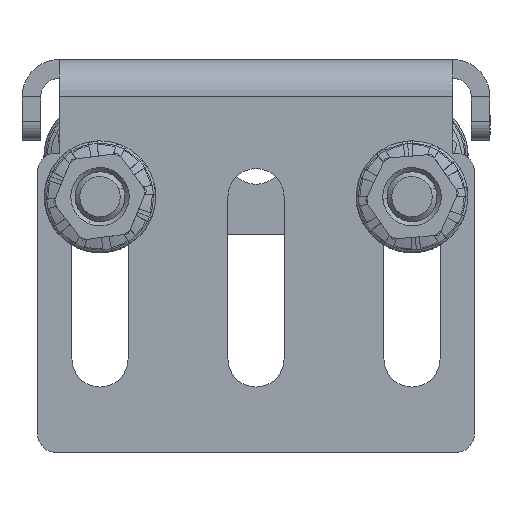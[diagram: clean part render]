
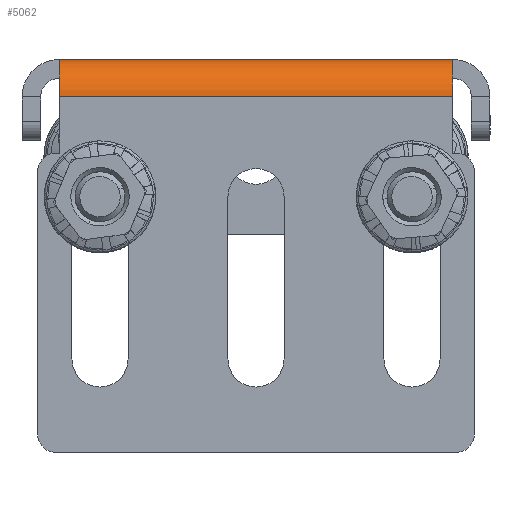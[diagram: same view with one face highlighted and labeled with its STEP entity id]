
A CAD part, left-side view. The second image highlights one B-rep face of the part: STEP entity #5062.
In plain terms, the highlighted cylindrical face has radius 6 mm (diameter 12 mm), a partial arc.
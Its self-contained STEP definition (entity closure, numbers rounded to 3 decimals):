
#71 = AXIS2_PLACEMENT_3D ( 'NONE', #5036, #3004, #1332 ) ;
#391 = VERTEX_POINT ( 'NONE', #6725 ) ;
#456 = DIRECTION ( 'NONE',  ( 0., 0., 1. ) ) ;
#515 = CARTESIAN_POINT ( 'NONE',  ( -50., 3., 31.5 ) ) ;
#713 = LINE ( 'NONE', #3966, #3486 ) ;
#1182 = CARTESIAN_POINT ( 'NONE',  ( -44., -3., 31.5 ) ) ;
#1332 = DIRECTION ( 'NONE',  ( -1., 0., 0. ) ) ;
#1362 = CIRCLE ( 'NONE', #1454, 6. ) ;
#1441 = ORIENTED_EDGE ( 'NONE', *, *, #3665, .F. ) ;
#1454 = AXIS2_PLACEMENT_3D ( 'NONE', #3245, #3234, #3224 ) ;
#1551 = ORIENTED_EDGE ( 'NONE', *, *, #6922, .F. ) ;
#1607 = AXIS2_PLACEMENT_3D ( 'NONE', #5927, #5901, #5879 ) ;
#1636 = ORIENTED_EDGE ( 'NONE', *, *, #4599, .F. ) ;
#1765 = LINE ( 'NONE', #515, #5841 ) ;
#1978 = AXIS2_PLACEMENT_3D ( 'NONE', #4899, #4892, #4863 ) ;
#2124 = VERTEX_POINT ( 'NONE', #1182 ) ;
#2904 = CIRCLE ( 'NONE', #1978, 6. ) ;
#3004 = DIRECTION ( 'NONE',  ( 0., 0., 1. ) ) ;
#3166 = DIRECTION ( 'NONE',  ( 0., -1., 0. ) ) ;
#3171 = DIRECTION ( 'NONE',  ( 0., 0., 1. ) ) ;
#3182 = CARTESIAN_POINT ( 'NONE',  ( -44., 3., 31.5 ) ) ;
#3224 = DIRECTION ( 'NONE',  ( 0., -1., 0. ) ) ;
#3234 = DIRECTION ( 'NONE',  ( 0., 0., -1. ) ) ;
#3245 = CARTESIAN_POINT ( 'NONE',  ( -44., 3., -31.5 ) ) ;
#3486 = VECTOR ( 'NONE', #3529, 1000. ) ;
#3529 = DIRECTION ( 'NONE',  ( 0., 0., -1. ) ) ;
#3613 = EDGE_LOOP ( 'NONE', ( #6472, #6621, #6773, #1441, #1551, #1636 ) ) ;
#3665 = EDGE_CURVE ( 'NONE', #5375, #5723, #1765, .T. ) ;
#3780 = AXIS2_PLACEMENT_3D ( 'NONE', #3182, #3171, #3166 ) ;
#3877 = EDGE_CURVE ( 'NONE', #2124, #4851, #713, .T. ) ;
#3966 = CARTESIAN_POINT ( 'NONE',  ( -44., -3., 31.5 ) ) ;
#4197 = CIRCLE ( 'NONE', #3780, 6. ) ;
#4323 = FACE_OUTER_BOUND ( 'NONE', #3613, .T. ) ;
#4333 = CIRCLE ( 'NONE', #1607, 6. ) ;
#4421 = EDGE_CURVE ( 'NONE', #4634, #2124, #2904, .T. ) ;
#4599 = EDGE_CURVE ( 'NONE', #4851, #391, #4333, .T. ) ;
#4634 = VERTEX_POINT ( 'NONE', #5302 ) ;
#4851 = VERTEX_POINT ( 'NONE', #5335 ) ;
#4863 = DIRECTION ( 'NONE',  ( 0., -1., 0. ) ) ;
#4892 = DIRECTION ( 'NONE',  ( 0., 0., 1. ) ) ;
#4899 = CARTESIAN_POINT ( 'NONE',  ( -44., 3., 31.5 ) ) ;
#5036 = CARTESIAN_POINT ( 'NONE',  ( -44., 3., 31.5 ) ) ;
#5062 = ADVANCED_FACE ( 'NONE', ( #4323 ), #5421, .T. ) ;
#5302 = CARTESIAN_POINT ( 'NONE',  ( -47., -2.196, 31.5 ) ) ;
#5335 = CARTESIAN_POINT ( 'NONE',  ( -44., -3., -31.5 ) ) ;
#5375 = VERTEX_POINT ( 'NONE', #6647 ) ;
#5421 = CYLINDRICAL_SURFACE ( 'NONE', #71, 6. ) ;
#5723 = VERTEX_POINT ( 'NONE', #6160 ) ;
#5841 = VECTOR ( 'NONE', #456, 1000. ) ;
#5879 = DIRECTION ( 'NONE',  ( 0., -1., 0. ) ) ;
#5901 = DIRECTION ( 'NONE',  ( 0., 0., -1. ) ) ;
#5927 = CARTESIAN_POINT ( 'NONE',  ( -44., 3., -31.5 ) ) ;
#6160 = CARTESIAN_POINT ( 'NONE',  ( -50., 3., 31.5 ) ) ;
#6472 = ORIENTED_EDGE ( 'NONE', *, *, #3877, .F. ) ;
#6621 = ORIENTED_EDGE ( 'NONE', *, *, #4421, .F. ) ;
#6647 = CARTESIAN_POINT ( 'NONE',  ( -50., 3., -31.5 ) ) ;
#6725 = CARTESIAN_POINT ( 'NONE',  ( -47., -2.196, -31.5 ) ) ;
#6773 = ORIENTED_EDGE ( 'NONE', *, *, #6931, .F. ) ;
#6922 = EDGE_CURVE ( 'NONE', #391, #5375, #1362, .T. ) ;
#6931 = EDGE_CURVE ( 'NONE', #5723, #4634, #4197, .T. ) ;
